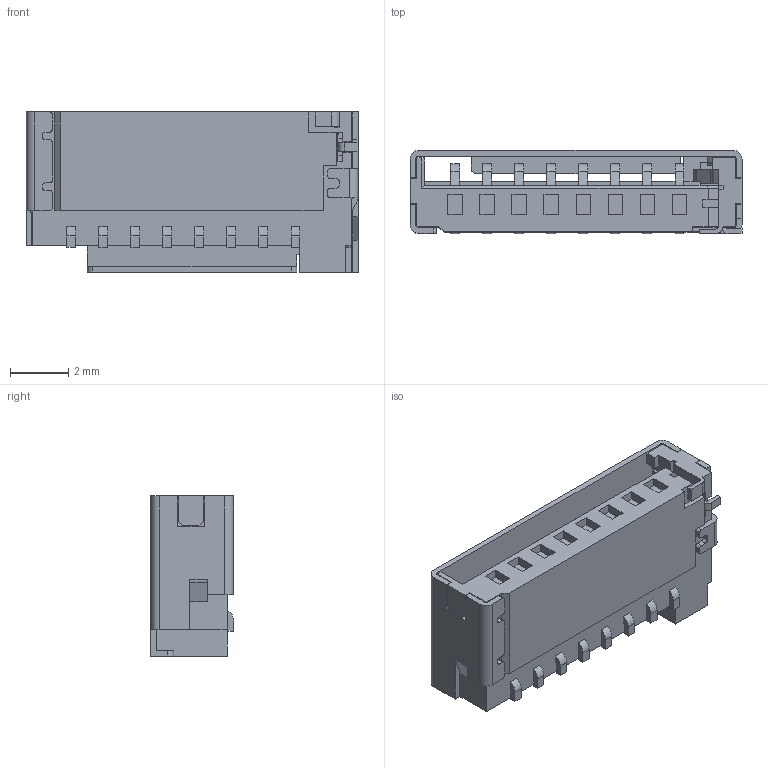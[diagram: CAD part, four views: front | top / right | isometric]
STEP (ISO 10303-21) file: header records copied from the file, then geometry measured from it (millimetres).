
FILE_DESCRIPTION((''),'2;1');
FILE_NAME('1040320821','2015-03-27T',('me'),(''),'PRO/ENGINEER BY PARAMETRIC TECHNOLOGY CORPORATION, 2011490','PRO/ENGINEER BY PARAMETRIC TECHNOLOGY CORPORATION, 2011490','');
FILE_SCHEMA(('CONFIG_CONTROL_DESIGN'));
Length unit declared in the file: millimetre
Products named in the file (1): 1040320821
Bounding box: 11.4 x 2.85 x 5.5 mm (x, y, z)
Volume: 98.1 mm3; surface area: 391.6 mm2
Topology: 1 solids, 1 shells, 409 faces, 1267 edges, 852 vertices
Faces by surface type: plane 323, cylinder 86
Entity records: 13997 total; most frequent: CARTESIAN_POINT 2481, ORIENTED_EDGE 2438, DIRECTION 2260, EDGE_CURVE 1219, VECTOR 1094, LINE 1094, VERTEX_POINT 804, AXIS2_PLACEMENT_3D 583
